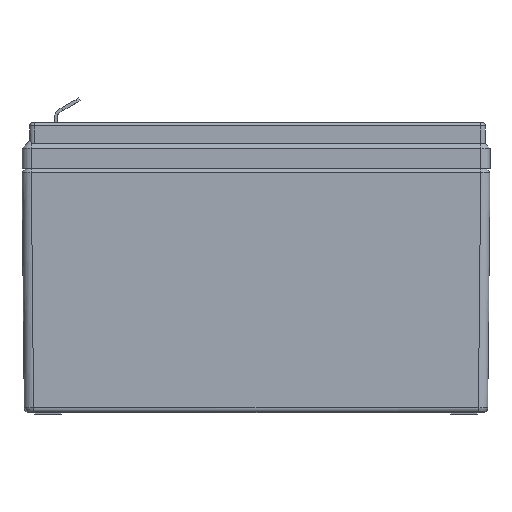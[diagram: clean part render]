
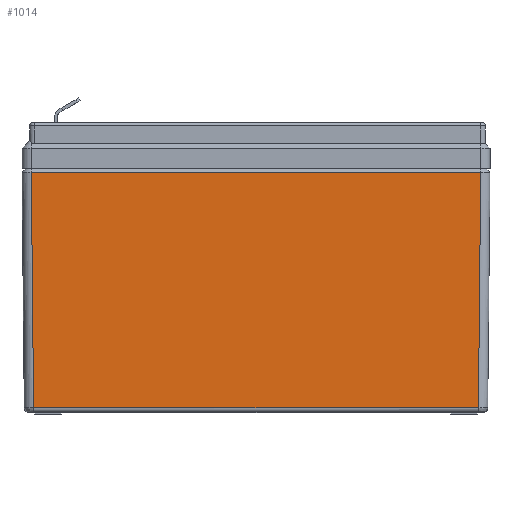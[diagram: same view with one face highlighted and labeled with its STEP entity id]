
A CAD part, left-side view. The second image highlights one B-rep face of the part: STEP entity #1014.
In plain terms, the highlighted planar face has unit normal (-1, 0, -0.008).
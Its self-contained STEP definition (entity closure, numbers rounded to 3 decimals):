
#884=CARTESIAN_POINT('Line Origine',(-32.183,72.12,38.687)) ;
#888=CARTESIAN_POINT('Vertex',(-31.887,71.764,1.988)) ;
#890=CARTESIAN_POINT('Vertex',(-32.5,72.5,78.)) ;
#984=CARTESIAN_POINT('Axis2P3D Location',(-32.188,0.,39.25)) ;
#989=CARTESIAN_POINT('Line Origine',(-31.887,0.,1.988)) ;
#993=CARTESIAN_POINT('Vertex',(-31.887,-71.764,1.988)) ;
#996=CARTESIAN_POINT('Line Origine',(-32.193,-72.132,39.994)) ;
#1000=CARTESIAN_POINT('Vertex',(-32.5,-72.5,78.)) ;
#1003=CARTESIAN_POINT('Line Origine',(-32.5,0.,78.)) ;
#885=DIRECTION('Vector Direction',(-0.008,0.01,1.)) ;
#985=DIRECTION('Axis2P3D Direction',(1.,0.,0.008)) ;
#986=DIRECTION('Axis2P3D XDirection',(-0.008,0.01,1.)) ;
#990=DIRECTION('Vector Direction',(0.,1.,0.)) ;
#997=DIRECTION('Vector Direction',(-0.008,-0.01,1.)) ;
#1004=DIRECTION('Vector Direction',(0.,1.,0.)) ;
#987=AXIS2_PLACEMENT_3D('Plane Axis2P3D',#984,#985,#986) ;
#1009=ORIENTED_EDGE('',*,*,#995,.T.) ;
#1010=ORIENTED_EDGE('',*,*,#1002,.T.) ;
#1011=ORIENTED_EDGE('',*,*,#1007,.T.) ;
#1012=ORIENTED_EDGE('',*,*,#892,.F.) ;
#886=VECTOR('Line Direction',#885,1.) ;
#991=VECTOR('Line Direction',#990,1.) ;
#998=VECTOR('Line Direction',#997,1.) ;
#1005=VECTOR('Line Direction',#1004,1.) ;
#1014=ADVANCED_FACE('PartBody',(#1013),#988,.F.) ;
#892=EDGE_CURVE('',#889,#891,#887,.T.) ;
#995=EDGE_CURVE('',#889,#994,#992,.F.) ;
#1002=EDGE_CURVE('',#994,#1001,#999,.T.) ;
#1007=EDGE_CURVE('',#1001,#891,#1006,.T.) ;
#1008=EDGE_LOOP('',(#1009,#1010,#1011,#1012)) ;
#1013=FACE_OUTER_BOUND('',#1008,.T.) ;
#887=LINE('Line',#884,#886) ;
#992=LINE('Line',#989,#991) ;
#999=LINE('Line',#996,#998) ;
#1006=LINE('Line',#1003,#1005) ;
#988=PLANE('Plane',#987) ;
#889=VERTEX_POINT('',#888) ;
#891=VERTEX_POINT('',#890) ;
#994=VERTEX_POINT('',#993) ;
#1001=VERTEX_POINT('',#1000) ;
